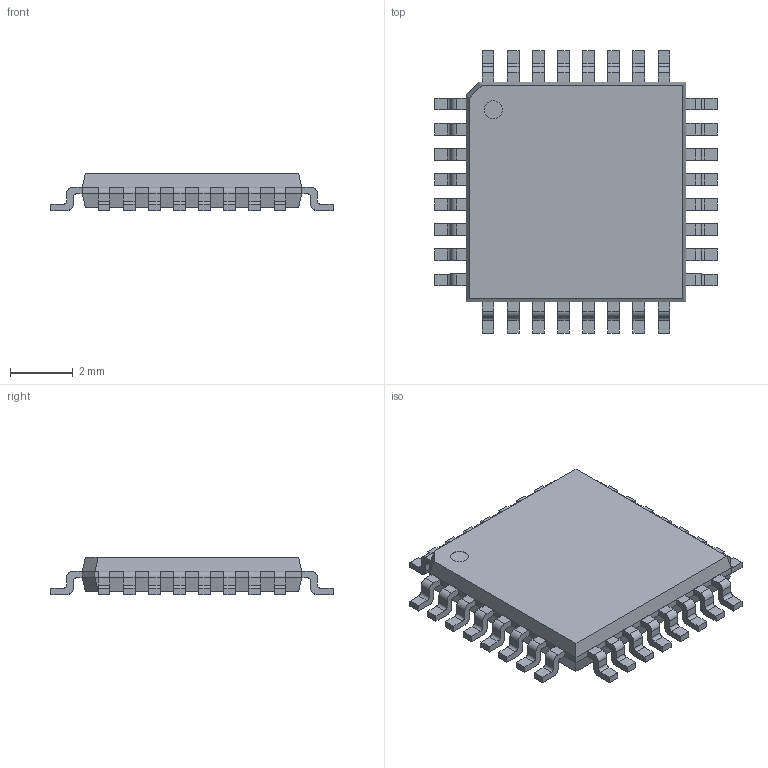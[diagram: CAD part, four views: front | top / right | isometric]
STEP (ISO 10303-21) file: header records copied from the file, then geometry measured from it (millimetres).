
FILE_DESCRIPTION(('FreeCAD Model'),'2;1');
FILE_NAME('tqfp32.stp', '2015-12-04T04:46:22',('Author'),(''), 'Open CASCADE STEP processor 6.7','FreeCAD','Unknown');
FILE_SCHEMA(('AUTOMOTIVE_DESIGN_CC2 { 1 2 10303 214 -1 1 5 4 }'));
Length unit declared in the file: millimetre
Products named in the file (6): ASSEMBLY; Pocket; Array_(Mirror_#1); Array; Clone_of_Array_(Mirror_#2); Clone_of_Array_(Mirror_#1)
Assembly tree (5 placements, depth 2):
  ASSEMBLY
    Pocket
    Array_(Mirror_#1)
    Array
    Clone_of_Array_(Mirror_#2)
    Clone_of_Array_(Mirror_#1)
Bounding box: 9 x 9 x 1.2 mm (x, y, z)
Volume: 56.2 mm3; surface area: 181.4 mm2
Topology: 33 solids, 33 shells, 469 faces, 1196 edges, 794 vertices
Faces by surface type: plane 338, cylinder 129, bspline 2
Full cylindrical faces by diameter (mm): 0.577 x1
Entity records: 30092 total; most frequent: CARTESIAN_POINT 6415, DIRECTION 4083, LINE 2540, VECTOR 2540, ORIENTED_EDGE 2392, PCURVE 2392, DEFINITIONAL_REPRESENTATION 2392, EDGE_CURVE 1196
